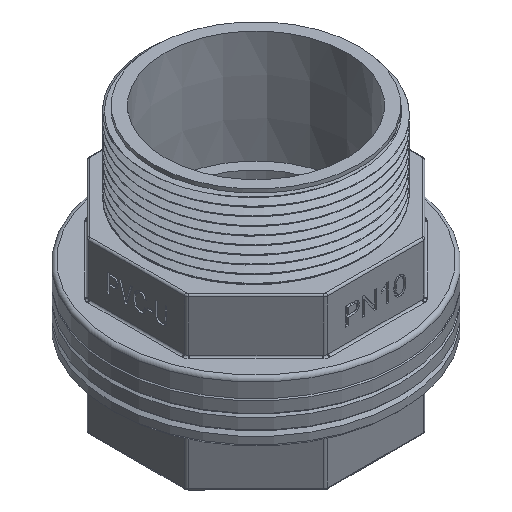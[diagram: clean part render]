
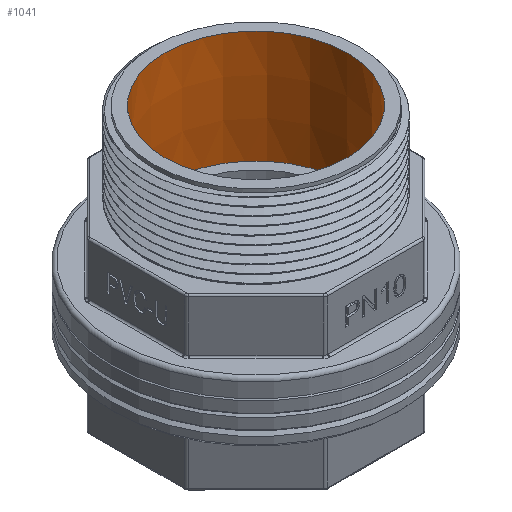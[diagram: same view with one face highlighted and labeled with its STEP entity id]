
A CAD part, isometric view. The second image highlights one B-rep face of the part: STEP entity #1041.
In plain terms, the highlighted conical face has half-angle 0.277 degrees and reference radius 25.15 mm.
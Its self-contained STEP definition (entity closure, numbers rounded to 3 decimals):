
#195=CONICAL_SURFACE('',#6340,25.15,0.277);
#772=FACE_BOUND('',#1882,.T.);
#773=FACE_BOUND('',#1883,.T.);
#880=CIRCLE('',#6338,25.);
#881=CIRCLE('',#6339,25.15);
#1041=ADVANCED_FACE('',(#772,#773),#195,.F.);
#1882=EDGE_LOOP('',(#2333));
#1883=EDGE_LOOP('',(#2334));
#2333=ORIENTED_EDGE('',*,*,#4707,.T.);
#2334=ORIENTED_EDGE('',*,*,#4708,.F.);
#4113=VERTEX_POINT('',#9440);
#4114=VERTEX_POINT('',#9442);
#4707=EDGE_CURVE('',#4113,#4113,#880,.T.);
#4708=EDGE_CURVE('',#4114,#4114,#881,.T.);
#6338=AXIS2_PLACEMENT_3D('',#9439,#6795,#6796);
#6339=AXIS2_PLACEMENT_3D('',#9441,#6797,#6798);
#6340=AXIS2_PLACEMENT_3D('',#9443,#6799,#6800);
#6795=DIRECTION('',(0.,0.,-1.));
#6796=DIRECTION('',(-1.,0.,0.));
#6797=DIRECTION('',(0.,0.,-1.));
#6798=DIRECTION('',(-1.,0.,0.));
#6799=DIRECTION('',(0.,0.,1.));
#6800=DIRECTION('',(1.,0.,0.));
#9439=CARTESIAN_POINT('',(0.,-120.,38.));
#9440=CARTESIAN_POINT('',(-25.,-120.,38.));
#9441=CARTESIAN_POINT('',(0.,-120.,69.));
#9442=CARTESIAN_POINT('',(-25.15,-120.,69.));
#9443=CARTESIAN_POINT('',(0.,-120.,69.));
